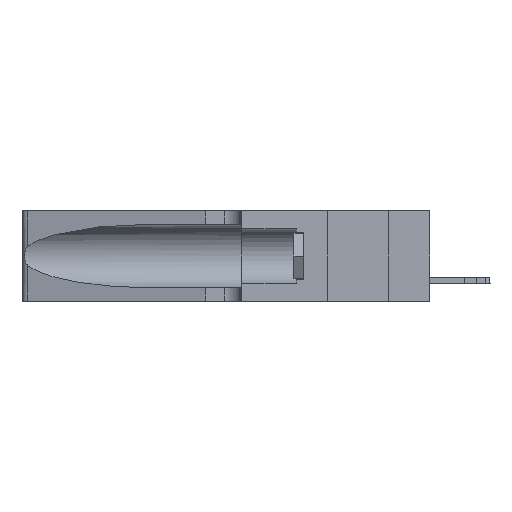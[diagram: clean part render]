
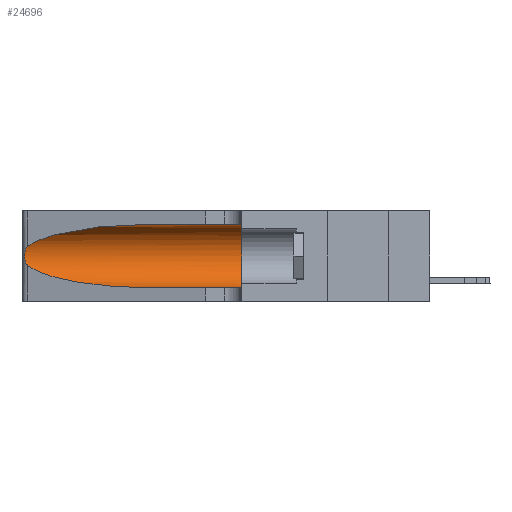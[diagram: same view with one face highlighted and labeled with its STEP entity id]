
A CAD part, left-side view. The second image highlights one B-rep face of the part: STEP entity #24696.
In plain terms, the highlighted cylindrical face has radius 3.308 mm (diameter 6.617 mm), a partial arc.
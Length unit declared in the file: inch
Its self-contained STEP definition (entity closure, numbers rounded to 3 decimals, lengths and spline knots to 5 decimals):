
#186 = DIRECTION ( 'NONE',  ( 0., 1., 0. ) ) ;
#727 = CARTESIAN_POINT ( 'NONE',  ( 0.25787, 1.23484, 0.2124 ) ) ;
#1223 = CARTESIAN_POINT ( 'NONE',  ( 0.25639, 1.23186, 0.15144 ) ) ;
#1807 = CARTESIAN_POINT ( 'NONE',  ( 0.18966, 0.96281, 0.31525 ) ) ;
#2783 =( BOUNDED_CURVE ( )  B_SPLINE_CURVE ( 3, ( #26789, #1807, #15468, #24703 ),
 .UNSPECIFIED., .F., .F. ) 
 B_SPLINE_CURVE_WITH_KNOTS ( ( 4, 4 ),
 ( 1.5708, 2.84003 ),
 .UNSPECIFIED. ) 
 CURVE ( )  GEOMETRIC_REPRESENTATION_ITEM ( )  RATIONAL_B_SPLINE_CURVE ( ( 1., 0.87, 0.87, 1. ) ) 
 REPRESENTATION_ITEM ( '' )  );
#3045 = CARTESIAN_POINT ( 'NONE',  ( 0.1305, 1.61858, 0.185 ) ) ;
#3286 = ORIENTED_EDGE ( 'NONE', *, *, #12589, .T. ) ;
#3335 = CARTESIAN_POINT ( 'NONE',  ( 0.25487, 1.22718, 0.14631 ) ) ;
#3530 = DIRECTION ( 'NONE',  ( 0., -1., 0. ) ) ;
#3975 = CIRCLE ( 'NONE', #14876, 0.13025 ) ;
#4147 = CARTESIAN_POINT ( 'NONE',  ( 0.1305, 0.72297, 0.31525 ) ) ;
#4629 = EDGE_CURVE ( 'NONE', #9919, #22054, #2783, .T. ) ;
#4791 = EDGE_CURVE ( 'NONE', #22257, #25051, #3975, .T. ) ;
#5039 = CARTESIAN_POINT ( 'NONE',  ( 0.25487, 1.22718, 0.22369 ) ) ;
#5289 = CARTESIAN_POINT ( 'NONE',  ( 0.26018, 1.23835, 0.19895 ) ) ;
#5296 = DIRECTION ( 'NONE',  ( 0., -1., 0. ) ) ;
#5379 = CARTESIAN_POINT ( 'NONE',  ( 0.26017, 1.23833, 0.17102 ) ) ;
#5827 = EDGE_CURVE ( 'NONE', #9919, #22257, #9543, .T. ) ;
#5924 = CARTESIAN_POINT ( 'NONE',  ( 0.1305, 0.35, 0.31525 ) ) ;
#7560 = CARTESIAN_POINT ( 'NONE',  ( 0.26075, 1.23896, 0.19203 ) ) ;
#7661 = CARTESIAN_POINT ( 'NONE',  ( 0.2373, 1.15595, 0.08982 ) ) ;
#8166 = ORIENTED_EDGE ( 'NONE', *, *, #4791, .F. ) ;
#8241 = EDGE_CURVE ( 'NONE', #22054, #27659, #21747, .T. ) ;
#9543 = LINE ( 'NONE', #20442, #13112 ) ;
#9560 = CARTESIAN_POINT ( 'NONE',  ( 0.1305, 0.72297, 0.05475 ) ) ;
#9764 = CARTESIAN_POINT ( 'NONE',  ( 0.25639, 1.23184, 0.21858 ) ) ;
#9919 = VERTEX_POINT ( 'NONE', #4147 ) ;
#10943 = LINE ( 'NONE', #15165, #24120 ) ;
#12061 = CARTESIAN_POINT ( 'NONE',  ( 0.25487, 1.22718, 0.22369 ) ) ;
#12154 = CARTESIAN_POINT ( 'NONE',  ( 0.26075, 1.23896, 0.178 ) ) ;
#12589 = EDGE_CURVE ( 'NONE', #23196, #25051, #10943, .T. ) ;
#13112 = VECTOR ( 'NONE', #13376, 39.37008 ) ;
#13376 = DIRECTION ( 'NONE',  ( 0., -1., 0. ) ) ;
#13840 = EDGE_LOOP ( 'NONE', ( #20147, #27059, #17366, #3286, #8166, #24690 ) ) ;
#14668 = CARTESIAN_POINT ( 'NONE',  ( 0.25555, 1.22993, 0.14849 ) ) ;
#14876 = AXIS2_PLACEMENT_3D ( 'NONE', #25272, #186, #16131 ) ;
#15165 = CARTESIAN_POINT ( 'NONE',  ( 0.1305, 1.61858, 0.05475 ) ) ;
#15468 = CARTESIAN_POINT ( 'NONE',  ( 0.2373, 1.15595, 0.28018 ) ) ;
#16131 = DIRECTION ( 'NONE',  ( 0., 0., 1. ) ) ;
#16477 = CARTESIAN_POINT ( 'NONE',  ( 0.25487, 1.22718, 0.14631 ) ) ;
#17366 = ORIENTED_EDGE ( 'NONE', *, *, #25856, .T. ) ;
#18112 = CARTESIAN_POINT ( 'NONE',  ( 0.1305, 0.35, 0.05475 ) ) ;
#18762 = CARTESIAN_POINT ( 'NONE',  ( 0.25854, 1.2359, 0.20912 ) ) ;
#18843 = CARTESIAN_POINT ( 'NONE',  ( 0.1305, 0.72297, 0.05475 ) ) ;
#19449 = CARTESIAN_POINT ( 'NONE',  ( 0.25789, 1.23486, 0.15765 ) ) ;
#20147 = ORIENTED_EDGE ( 'NONE', *, *, #4629, .T. ) ;
#20442 = CARTESIAN_POINT ( 'NONE',  ( 0.1305, 1.61858, 0.31525 ) ) ;
#21242 = CARTESIAN_POINT ( 'NONE',  ( 0.25555, 1.22994, 0.2215 ) ) ;
#21747 = B_SPLINE_CURVE_WITH_KNOTS ( 'NONE', 3,
 ( #12061, #21242, #9764, #727, #18762, #5289, #7560, #12154, #5379, #26313, #19449, #1223, #14668, #3335 ),
 .UNSPECIFIED., .F., .F.,
 ( 4, 2, 2, 2, 2, 2, 4 ),
 ( 0., 0.00027, 0.00053, 0.00107, 0.0016, 0.00187, 0.00214 ),
 .UNSPECIFIED. ) ;
#22054 = VERTEX_POINT ( 'NONE', #5039 ) ;
#22257 = VERTEX_POINT ( 'NONE', #5924 ) ;
#23196 = VERTEX_POINT ( 'NONE', #18843 ) ;
#23557 =( BOUNDED_CURVE ( )  B_SPLINE_CURVE ( 3, ( #28005, #7661, #28103, #9560 ),
 .UNSPECIFIED., .F., .F. ) 
 B_SPLINE_CURVE_WITH_KNOTS ( ( 4, 4 ),
 ( 3.44316, 4.71239 ),
 .UNSPECIFIED. ) 
 CURVE ( )  GEOMETRIC_REPRESENTATION_ITEM ( )  RATIONAL_B_SPLINE_CURVE ( ( 1., 0.87, 0.87, 1. ) ) 
 REPRESENTATION_ITEM ( '' )  );
#24120 = VECTOR ( 'NONE', #3530, 39.37008 ) ;
#24450 = CYLINDRICAL_SURFACE ( 'NONE', #26799, 0.13025 ) ;
#24690 = ORIENTED_EDGE ( 'NONE', *, *, #5827, .F. ) ;
#24696 = ADVANCED_FACE ( 'NONE', ( #25178 ), #24450, .F. ) ;
#24703 = CARTESIAN_POINT ( 'NONE',  ( 0.25487, 1.22718, 0.22369 ) ) ;
#25051 = VERTEX_POINT ( 'NONE', #18112 ) ;
#25178 = FACE_OUTER_BOUND ( 'NONE', #13840, .T. ) ;
#25272 = CARTESIAN_POINT ( 'NONE',  ( 0.1305, 0.35, 0.185 ) ) ;
#25856 = EDGE_CURVE ( 'NONE', #27659, #23196, #23557, .T. ) ;
#26021 = DIRECTION ( 'NONE',  ( 0., 0., -1. ) ) ;
#26313 = CARTESIAN_POINT ( 'NONE',  ( 0.25856, 1.23593, 0.16098 ) ) ;
#26789 = CARTESIAN_POINT ( 'NONE',  ( 0.1305, 0.72297, 0.31525 ) ) ;
#26799 = AXIS2_PLACEMENT_3D ( 'NONE', #3045, #5296, #26021 ) ;
#27059 = ORIENTED_EDGE ( 'NONE', *, *, #8241, .T. ) ;
#27659 = VERTEX_POINT ( 'NONE', #16477 ) ;
#28005 = CARTESIAN_POINT ( 'NONE',  ( 0.25487, 1.22718, 0.14631 ) ) ;
#28103 = CARTESIAN_POINT ( 'NONE',  ( 0.18966, 0.96281, 0.05475 ) ) ;
